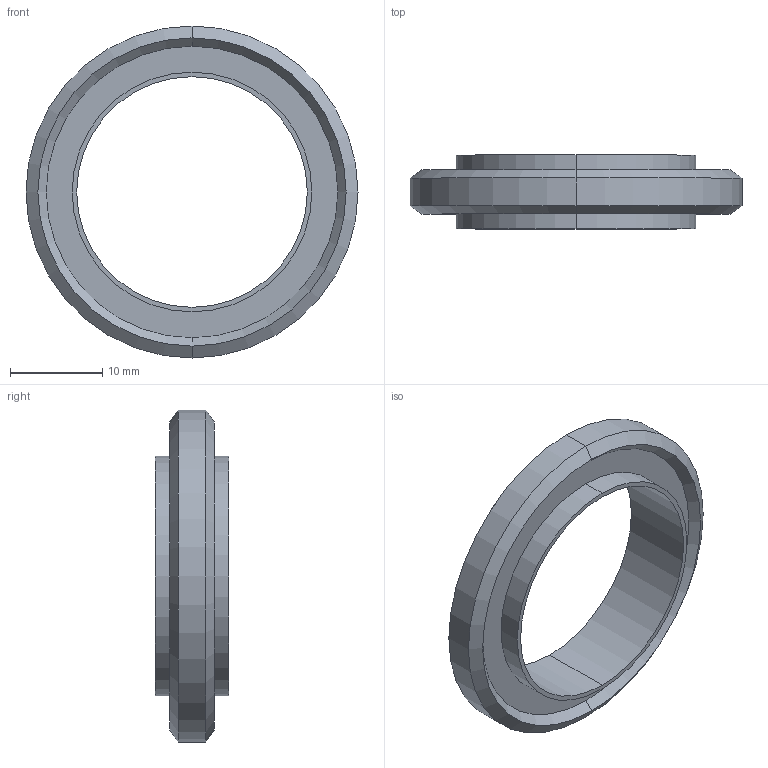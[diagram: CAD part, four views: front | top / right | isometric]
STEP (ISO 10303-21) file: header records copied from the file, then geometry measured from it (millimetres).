
FILE_DESCRIPTION (( 'STEP AP214' ), '1' );
FILE_NAME ('Hositrad_KF25EI-A.STEP', '2017-05-26T09:52:57', ( 'Gebruiker' ), ( '' ), 'SwSTEP 2.0', 'SolidWorks 2017', '' );
FILE_SCHEMA (( 'AUTOMOTIVE_DESIGN' ));
Length unit declared in the file: millimetre
Products named in the file (1): Hositrad_KF25EI-A
Bounding box: 36 x 8 x 36 mm (x, y, z)
Volume: 1989.4 mm3; surface area: 2568.1 mm2
Topology: 1 solids, 1 shells, 20 faces, 40 edges, 24 vertices
Faces by surface type: cylinder 8, cone 8, plane 4
Entity records: 562 total; most frequent: DIRECTION 106, CARTESIAN_POINT 85, ORIENTED_EDGE 80, AXIS2_PLACEMENT_3D 45, EDGE_CURVE 40, EDGE_LOOP 24, VERTEX_POINT 24, CIRCLE 24
